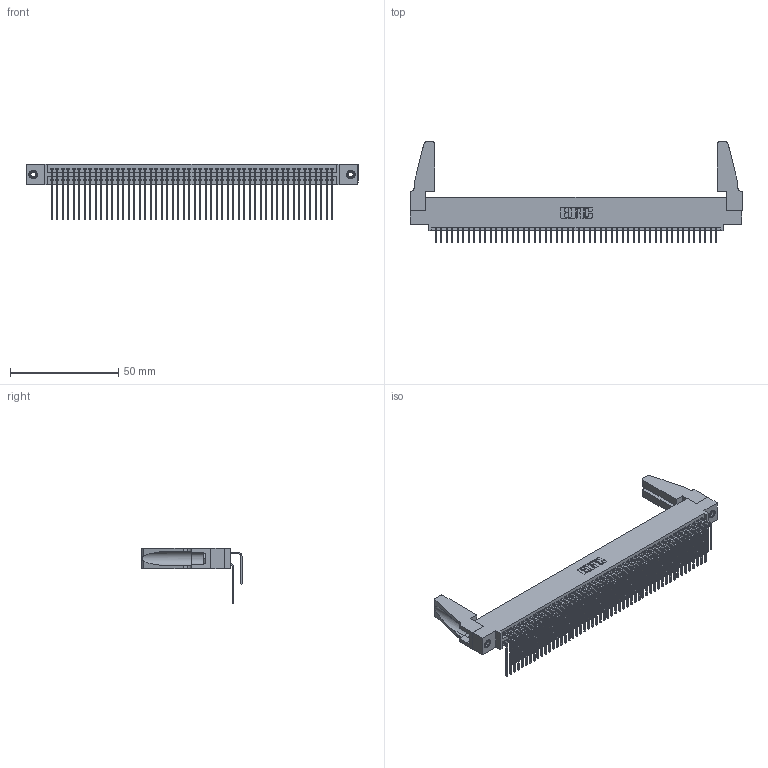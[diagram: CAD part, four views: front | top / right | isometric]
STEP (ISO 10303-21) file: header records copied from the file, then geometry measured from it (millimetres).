
FILE_DESCRIPTION (( 'STEP AP203' ), '1' );
FILE_NAME ('395-104-559-588.STEP', '2019-10-27T03:52:57', ( '' ), ( '' ), 'SwSTEP 2.0', 'SolidWorks 2016', '' );
FILE_SCHEMA (( 'CONFIG_CONTROL_DESIGN' ));
Length unit declared in the file: inch
Products named in the file (6): 345 Part_0.110 Offset - 0.156 Dia-TH; 345-292-001_558 559 Tail - 1; 345-292-001_559 Tail - 2; 345-250-001_345-250-001-102; 345-220-078_345-220-088; 395-104-559-588
Assembly tree (109 placements, depth 2):
  395-104-559-588
    345 Part_0.110 Offset - 0.156 Dia-TH
    345-292-001_558 559 Tail - 1  x52
    345-292-001_559 Tail - 2  x52
    345-250-001_345-250-001-102  x2
    345-220-078_345-220-088  x2
Bounding box: 153.31 x 46.22 x 25.53 mm (x, y, z)
Volume: 18765 mm3; surface area: 29159.9 mm2
Topology: 109 solids, 109 shells, 5662 faces, 16787 edges, 11042 vertices
Faces by surface type: plane 3796, cylinder 1850, cone 12, torus 4
Entity records: 43386 total; most frequent: CARTESIAN_POINT 7305, ORIENTED_EDGE 7148, DIRECTION 6406, EDGE_CURVE 3574, LINE 3152, VECTOR 3152, VERTEX_POINT 2374, AXIS2_PLACEMENT_3D 1627
